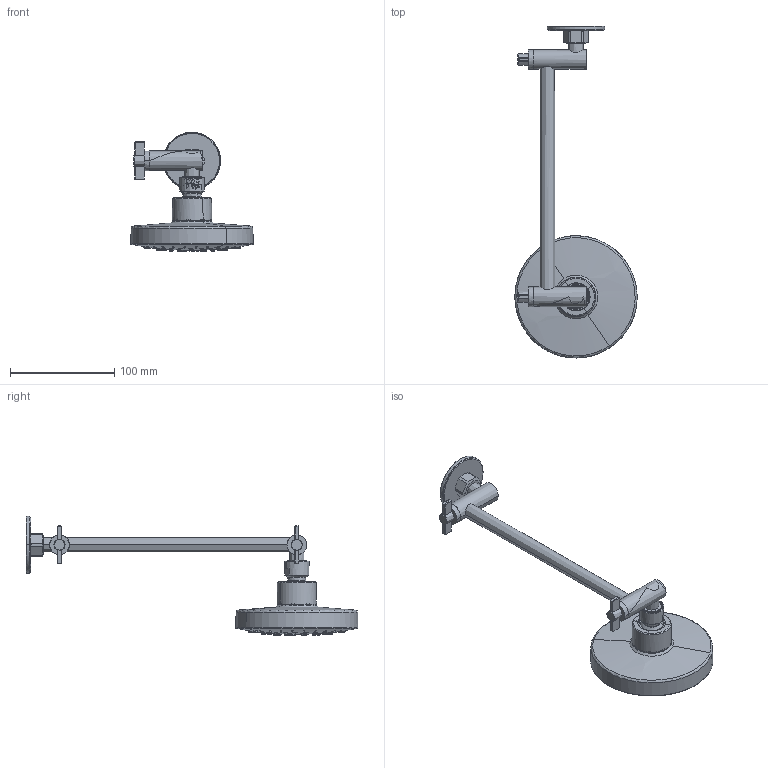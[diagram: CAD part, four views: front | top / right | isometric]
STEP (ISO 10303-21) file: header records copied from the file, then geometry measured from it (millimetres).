
FILE_DESCRIPTION(/* description */ (''),/* implementation_level */ '2;1');
FILE_NAME(/* name */ 'STEP - SS-AR0T102CP_33094',/* time_stamp */ '2025-06-26T08:50:08+10:00',/* author */ (''),/* organization */ (''),/* preprocessor_version */ 'ST-DEVELOPER v16.5',/* originating_system */ 'Rhino 7.37',/* authorisation */ '');
FILE_SCHEMA (('AUTOMOTIVE_DESIGN'));
Products named in the file (21): Document; AR0T102_ASM_ASM; WG; AR0T102-1_ASM_ASM; AR0T102-1_ASM_1_ASM; AR0T102-001_BODY_8; T10610-006_QIUMIANDIANQUAN_4; T30210-004-LUOMU_4; T10610-004-CHENTAO_4; T10610-012_QIUTOU_3; JINQIXIN_5; T10610-007_DIANPIAN_ASM_4_ASM; S70100-008-DIANPIAN_4; LUWANG_4; O-RING10X12_3; O-RING10X12_AF0_3; AR0H101_006TPRMIANGAI_ASM_3_ASM; AR0H101-002_MIANGAI_5; AR0H101-003_TPR_4; AR0H101-004_ZHUANGSHIQUAN_5; FLG_1
Assembly tree (20 placements, depth 6):
  Document
    AR0T102_ASM_ASM
      WG
      AR0T102-1_ASM_ASM
        AR0T102-1_ASM_1_ASM
          AR0T102-001_BODY_8
          T10610-006_QIUMIANDIANQUAN_4
          T30210-004-LUOMU_4
          T10610-004-CHENTAO_4
          T10610-012_QIUTOU_3
          JINQIXIN_5
          T10610-007_DIANPIAN_ASM_4_ASM
            S70100-008-DIANPIAN_4
            LUWANG_4
          O-RING10X12_3
          O-RING10X12_AF0_3
          AR0H101_006TPRMIANGAI_ASM_3_ASM
            AR0H101-002_MIANGAI_5
            AR0H101-003_TPR_4
          AR0H101-004_ZHUANGSHIQUAN_5
      FLG_1
Bounding box: 117.55 x 318.79 x 114.89 mm (x, y, z)
Volume: 203003.5 mm3; surface area: 155043 mm2
Topology: 15 solids, 15 shells, 3414 faces, 9393 edges, 5767 vertices
Faces by surface type: bspline 1664, cylinder 1283, plane 467
Entity records: 221869 total; most frequent: CARTESIAN_POINT 163491, ORIENTED_EDGE 18730, EDGE_CURVE 9365, B_SPLINE_CURVE_WITH_KNOTS 6865, VERTEX_POINT 5767, EDGE_LOOP 3968, ADVANCED_FACE 3414, FACE_OUTER_BOUND 3414
